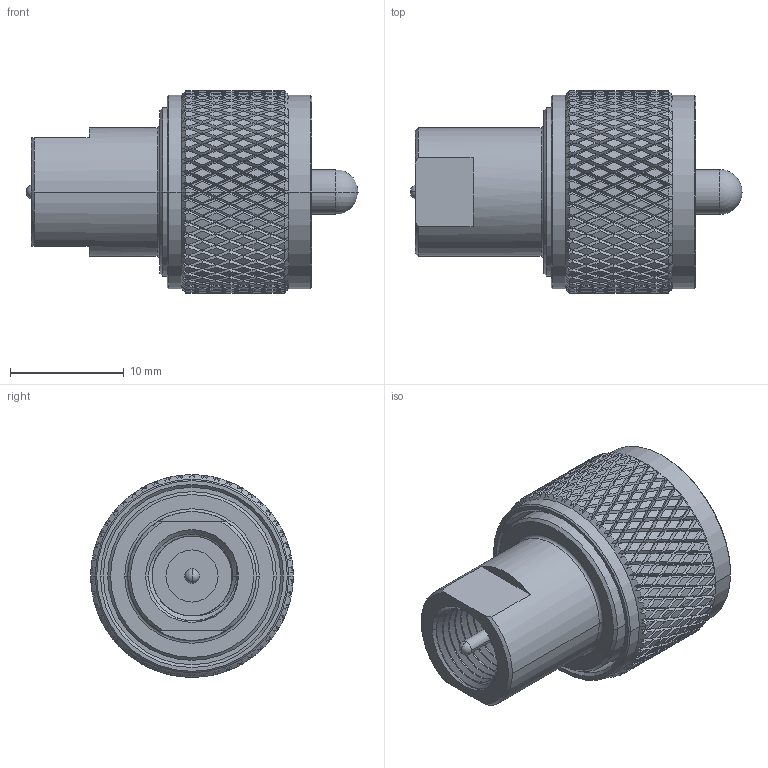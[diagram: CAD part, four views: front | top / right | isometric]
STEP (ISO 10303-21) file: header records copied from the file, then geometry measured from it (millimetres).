
FILE_DESCRIPTION (( 'STEP AP203' ), '1' );
FILE_NAME ('PE9701.step', '2018-04-20T17:00:28', ( '' ), ( '' ), 'SwSTEP 2.0', 'SolidWorks 2017', '' );
FILE_SCHEMA (( 'CONFIG_CONTROL_DESIGN' ));
Products named in the file (1): PE9701
Bounding box: 29.16 x 17.78 x 17.78 mm (x, y, z)
Volume: 2569.1 mm3; surface area: 3150.5 mm2
Topology: 1 solids, 1 shells, 2304 faces, 4858 edges, 2561 vertices
Faces by surface type: bspline 1806, cylinder 457, cone 21, plane 14, sphere 4, torus 2
Entity records: 94465 total; most frequent: CARTESIAN_POINT 65273, ORIENTED_EDGE 9704, EDGE_CURVE 4852, VERTEX_POINT 2559, EDGE_LOOP 2313, ADVANCED_FACE 2304, FACE_OUTER_BOUND 2304, B_SPLINE_CURVE_WITH_KNOTS 2124
